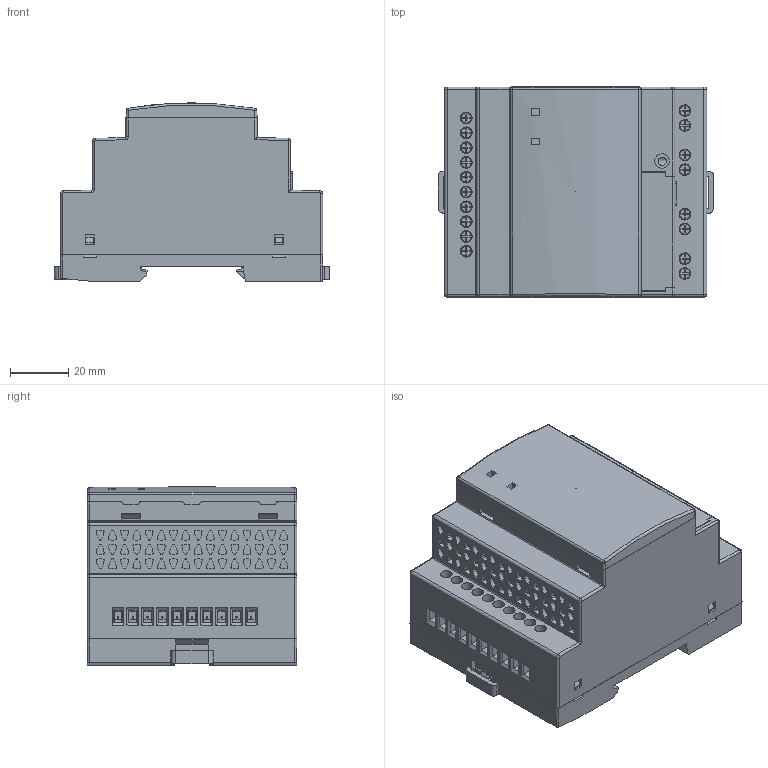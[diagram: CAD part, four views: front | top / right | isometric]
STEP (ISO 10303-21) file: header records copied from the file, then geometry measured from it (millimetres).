
FILE_DESCRIPTION(/* description */ ('Unknown'),/* implementation_level */ '2;1');
FILE_NAME(/* name */ '4M_BASE EXT',/* time_stamp */ '2023-12-13T17:48:25+05:00',/* author */ ('Unknown'),/* organization */ ('Unknown'),/* preprocessor_version */ 'ST-DEVELOPER v18.104',/* originating_system */ 'Solid Edge',/* authorisation */ 'Unknown');
FILE_SCHEMA (('AUTOMOTIVE_DESIGN {1 0 10303 214 3 1 1}'));
Products named in the file (1): 4M_BASE EXT
Bounding box: 94.47 x 72 x 61.18 mm (x, y, z)
Volume: 289150.1 mm3; surface area: 58112.4 mm2
Topology: 19 solids, 55 shells, 2539 faces, 6512 edges, 4256 vertices
Faces by surface type: plane 1670, cylinder 780, torus 44, sphere 25, cone 16, bspline 4
Full cylindrical faces by diameter (mm): 0.1 x1, 0.2 x9, 0.5 x18, 2.85 x1, 3.2 x1, 3.5 x19, 3.96 x18, 4 x57, 5 x1
Entity records: 93711 total; most frequent: CARTESIAN_POINT 13841, DIRECTION 12955, ORIENTED_EDGE 12592, EDGE_CURVE 6296, LINE 4407, VECTOR 4407, AXIS2_PLACEMENT_3D 4274, VERTEX_POINT 4181
